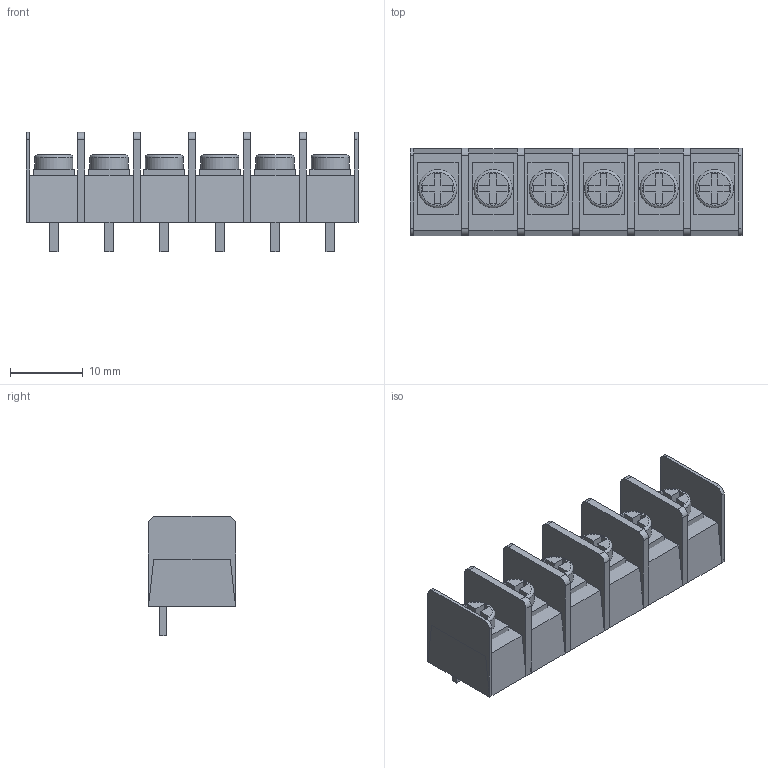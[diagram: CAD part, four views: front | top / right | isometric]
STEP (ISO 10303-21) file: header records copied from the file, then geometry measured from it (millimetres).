
FILE_DESCRIPTION(('FreeCAD Model'),'2;1');
FILE_NAME('Open CASCADE Shape Model','2024-05-28T18:09:48',('Author'),( ''),'Open CASCADE STEP processor 7.5','FreeCAD','Unknown');
FILE_SCHEMA(('AUTOMOTIVE_DESIGN { 1 0 10303 214 1 1 1 1 }'));
Length unit declared in the file: millimetre
Products named in the file (3): Unnamed; Body001; Body
Assembly tree (2 placements, depth 2):
  Unnamed
    Body001
    Body
Bounding box: 45.72 x 12 x 16.4 mm (x, y, z)
Volume: 4407 mm3; surface area: 4387.6 mm2
Topology: 2 solids, 2 shells, 250 faces, 622 edges, 388 vertices
Faces by surface type: plane 224, cylinder 20, torus 6
Full cylindrical faces by diameter (mm): 5.262 x6
Entity records: 15401 total; most frequent: CARTESIAN_POINT 2567, DIRECTION 2414, LINE 1774, VECTOR 1774, ORIENTED_EDGE 1244, PCURVE 1244, DEFINITIONAL_REPRESENTATION 1244, EDGE_CURVE 622
